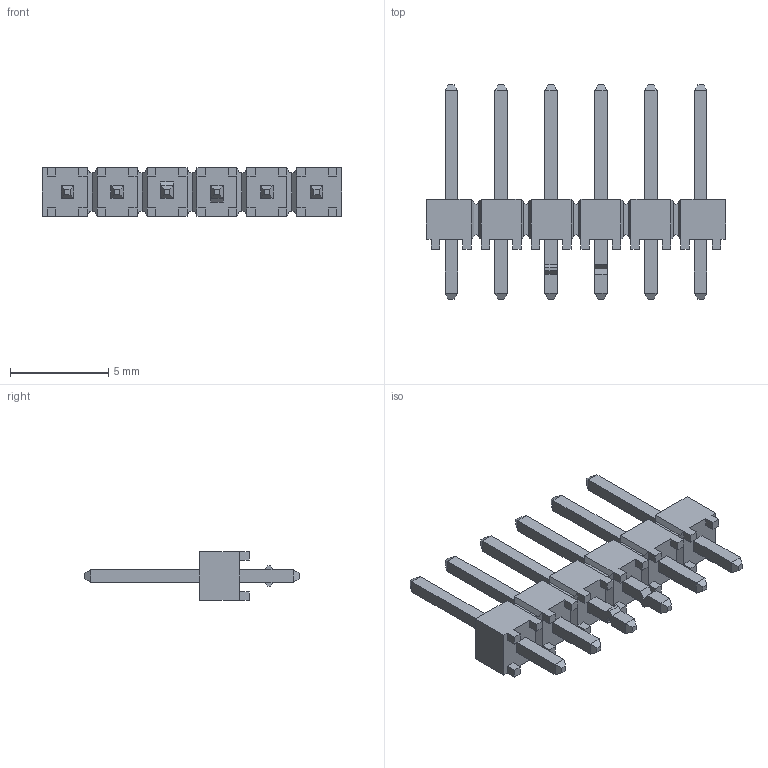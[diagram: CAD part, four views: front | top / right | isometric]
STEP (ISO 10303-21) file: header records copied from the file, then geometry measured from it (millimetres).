
FILE_DESCRIPTION( ( 'STEP AP214' ), '1' );
FILE_NAME( 'HTSW-106-07-G-S-LL.stp', '2020-06-22T04:15:35', ( 'License CC BY-ND 4.0' ), ( 'CADENAS' ), ' ', 'PARTsolutions', ' ' );
FILE_SCHEMA( ( 'AUTOMOTIVE_DESIGN { 1 0 10303 214 1 1 1 1 }' ) );
Length unit declared in the file: inch
Products named in the file (3): HTSW-106-07-G-S-LL; _HTSW-106-07-G-S-LL_body; _T-1S6-07-HTSW-1--07-6-S-LL
Assembly tree (2 placements, depth 2):
  HTSW-106-07-G-S-LL
    _HTSW-106-07-G-S-LL_body
    _T-1S6-07-HTSW-1--07-6-S-LL
Bounding box: 15.24 x 10.92 x 2.49 mm (x, y, z)
Volume: 98 mm3; surface area: 388.5 mm2
Topology: 2 solids, 2 shells, 324 faces, 816 edges, 508 vertices
Faces by surface type: plane 324
Entity records: 12026 total; most frequent: CARTESIAN_POINT 1651, ORIENTED_EDGE 1632, DIRECTION 1470, EDGE_CURVE 816, LINE 816, VECTOR 816, VERTEX_POINT 508, EDGE_LOOP 348
